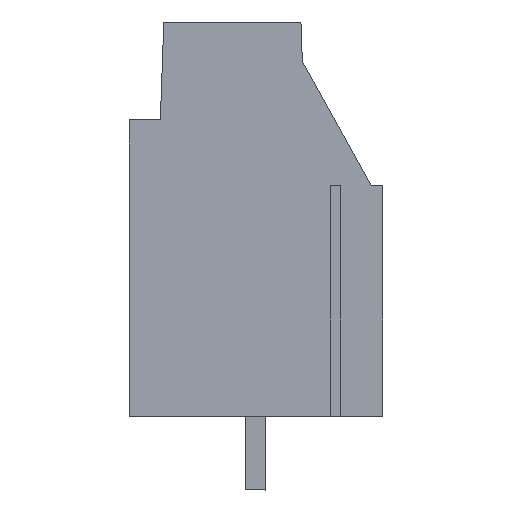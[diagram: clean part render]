
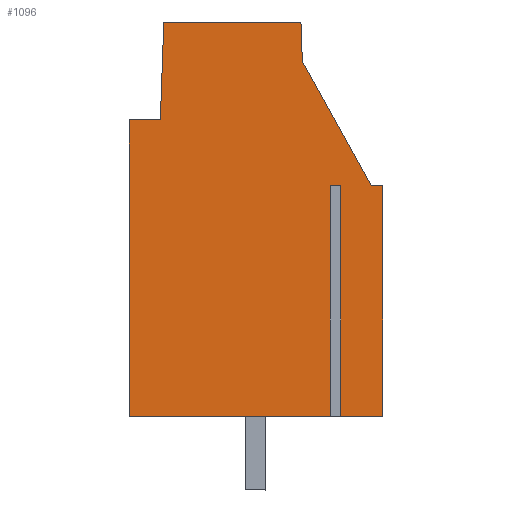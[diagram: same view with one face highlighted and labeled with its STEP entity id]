
A CAD part, left-side view. The second image highlights one B-rep face of the part: STEP entity #1096.
In plain terms, the highlighted planar face has unit normal (-1, 0, 0).
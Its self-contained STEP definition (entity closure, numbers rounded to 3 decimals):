
#1004=AXIS2_PLACEMENT_3D('Plane Axis2P3D',#1001,#1002,#1003) ;
#610=CARTESIAN_POINT('Vertex',(0.,0.5,13.2)) ;
#615=CARTESIAN_POINT('Line Origine',(0.,0.25,13.2)) ;
#619=CARTESIAN_POINT('Vertex',(0.,0.,13.2)) ;
#658=CARTESIAN_POINT('Vertex',(0.,3.49,18.592)) ;
#663=CARTESIAN_POINT('Line Origine',(0.,1.995,15.896)) ;
#1001=CARTESIAN_POINT('Axis2P3D Location',(0.,11.,0.)) ;
#1006=CARTESIAN_POINT('Line Origine',(0.,0.912,3.2)) ;
#1010=CARTESIAN_POINT('Vertex',(0.,1.825,3.2)) ;
#1012=CARTESIAN_POINT('Vertex',(0.,0.,3.2)) ;
#1015=CARTESIAN_POINT('Line Origine',(0.,0.,8.2)) ;
#1020=CARTESIAN_POINT('Line Origine',(0.,3.52,19.446)) ;
#1024=CARTESIAN_POINT('Vertex',(0.,3.55,20.3)) ;
#1027=CARTESIAN_POINT('Line Origine',(0.,6.525,20.3)) ;
#1031=CARTESIAN_POINT('Vertex',(0.,9.5,20.3)) ;
#1034=CARTESIAN_POINT('Line Origine',(0.,9.574,18.175)) ;
#1038=CARTESIAN_POINT('Vertex',(0.,9.648,16.05)) ;
#1041=CARTESIAN_POINT('Line Origine',(0.,10.324,16.05)) ;
#1045=CARTESIAN_POINT('Vertex',(0.,11.,16.05)) ;
#1048=CARTESIAN_POINT('Line Origine',(0.,11.,9.625)) ;
#1052=CARTESIAN_POINT('Vertex',(0.,11.,3.2)) ;
#1055=CARTESIAN_POINT('Line Origine',(0.,6.638,3.2)) ;
#1059=CARTESIAN_POINT('Vertex',(0.,2.275,3.2)) ;
#1062=CARTESIAN_POINT('Line Origine',(0.,2.275,8.2)) ;
#1066=CARTESIAN_POINT('Vertex',(0.,2.275,13.2)) ;
#1069=CARTESIAN_POINT('Line Origine',(0.,2.05,13.2)) ;
#1073=CARTESIAN_POINT('Vertex',(0.,1.825,13.2)) ;
#1076=CARTESIAN_POINT('Line Origine',(0.,1.825,8.2)) ;
#616=DIRECTION('Vector Direction',(0.,-1.,0.)) ;
#664=DIRECTION('Vector Direction',(0.,-0.485,-0.875)) ;
#1002=DIRECTION('Axis2P3D Direction',(-1.,0.,0.)) ;
#1003=DIRECTION('Axis2P3D XDirection',(0.,-1.,0.)) ;
#1007=DIRECTION('Vector Direction',(0.,1.,0.)) ;
#1016=DIRECTION('Vector Direction',(0.,0.,-1.)) ;
#1021=DIRECTION('Vector Direction',(0.,0.035,0.999)) ;
#1028=DIRECTION('Vector Direction',(0.,-1.,0.)) ;
#1035=DIRECTION('Vector Direction',(0.,0.035,-0.999)) ;
#1042=DIRECTION('Vector Direction',(0.,-1.,0.)) ;
#1049=DIRECTION('Vector Direction',(0.,0.,1.)) ;
#1056=DIRECTION('Vector Direction',(0.,1.,0.)) ;
#1063=DIRECTION('Vector Direction',(0.,0.,1.)) ;
#1070=DIRECTION('Vector Direction',(0.,-1.,0.)) ;
#1077=DIRECTION('Vector Direction',(0.,0.,1.)) ;
#617=VECTOR('Line Direction',#616,1.) ;
#665=VECTOR('Line Direction',#664,1.) ;
#1008=VECTOR('Line Direction',#1007,1.) ;
#1017=VECTOR('Line Direction',#1016,1.) ;
#1022=VECTOR('Line Direction',#1021,1.) ;
#1029=VECTOR('Line Direction',#1028,1.) ;
#1036=VECTOR('Line Direction',#1035,1.) ;
#1043=VECTOR('Line Direction',#1042,1.) ;
#1050=VECTOR('Line Direction',#1049,1.) ;
#1057=VECTOR('Line Direction',#1056,1.) ;
#1064=VECTOR('Line Direction',#1063,1.) ;
#1071=VECTOR('Line Direction',#1070,1.) ;
#1078=VECTOR('Line Direction',#1077,1.) ;
#1082=ORIENTED_EDGE('',*,*,#1014,.T.) ;
#1083=ORIENTED_EDGE('',*,*,#1019,.T.) ;
#1084=ORIENTED_EDGE('',*,*,#621,.T.) ;
#1085=ORIENTED_EDGE('',*,*,#667,.T.) ;
#1086=ORIENTED_EDGE('',*,*,#1026,.T.) ;
#1087=ORIENTED_EDGE('',*,*,#1033,.T.) ;
#1088=ORIENTED_EDGE('',*,*,#1040,.T.) ;
#1089=ORIENTED_EDGE('',*,*,#1047,.T.) ;
#1090=ORIENTED_EDGE('',*,*,#1054,.T.) ;
#1091=ORIENTED_EDGE('',*,*,#1061,.T.) ;
#1092=ORIENTED_EDGE('',*,*,#1068,.T.) ;
#1093=ORIENTED_EDGE('',*,*,#1075,.F.) ;
#1094=ORIENTED_EDGE('',*,*,#1080,.F.) ;
#1096=ADVANCED_FACE('KLSC M3x6.3.1',(#1095),#1005,.T.) ;
#621=EDGE_CURVE('',#620,#611,#618,.F.) ;
#667=EDGE_CURVE('',#611,#659,#666,.F.) ;
#1014=EDGE_CURVE('',#1011,#1013,#1009,.F.) ;
#1019=EDGE_CURVE('',#1013,#620,#1018,.F.) ;
#1026=EDGE_CURVE('',#659,#1025,#1023,.T.) ;
#1033=EDGE_CURVE('',#1025,#1032,#1030,.F.) ;
#1040=EDGE_CURVE('',#1032,#1039,#1037,.T.) ;
#1047=EDGE_CURVE('',#1039,#1046,#1044,.F.) ;
#1054=EDGE_CURVE('',#1046,#1053,#1051,.F.) ;
#1061=EDGE_CURVE('',#1053,#1060,#1058,.F.) ;
#1068=EDGE_CURVE('',#1060,#1067,#1065,.T.) ;
#1075=EDGE_CURVE('',#1074,#1067,#1072,.F.) ;
#1080=EDGE_CURVE('',#1011,#1074,#1079,.T.) ;
#1081=EDGE_LOOP('',(#1082,#1083,#1084,#1085,#1086,#1087,#1088,#1089,#1090,#1091,#1092,#1093,#1094)) ;
#1095=FACE_OUTER_BOUND('',#1081,.T.) ;
#618=LINE('Line',#615,#617) ;
#666=LINE('Line',#663,#665) ;
#1009=LINE('Line',#1006,#1008) ;
#1018=LINE('Line',#1015,#1017) ;
#1023=LINE('Line',#1020,#1022) ;
#1030=LINE('Line',#1027,#1029) ;
#1037=LINE('Line',#1034,#1036) ;
#1044=LINE('Line',#1041,#1043) ;
#1051=LINE('Line',#1048,#1050) ;
#1058=LINE('Line',#1055,#1057) ;
#1065=LINE('Line',#1062,#1064) ;
#1072=LINE('Line',#1069,#1071) ;
#1079=LINE('Line',#1076,#1078) ;
#1005=PLANE('',#1004) ;
#611=VERTEX_POINT('',#610) ;
#620=VERTEX_POINT('',#619) ;
#659=VERTEX_POINT('',#658) ;
#1011=VERTEX_POINT('',#1010) ;
#1013=VERTEX_POINT('',#1012) ;
#1025=VERTEX_POINT('',#1024) ;
#1032=VERTEX_POINT('',#1031) ;
#1039=VERTEX_POINT('',#1038) ;
#1046=VERTEX_POINT('',#1045) ;
#1053=VERTEX_POINT('',#1052) ;
#1060=VERTEX_POINT('',#1059) ;
#1067=VERTEX_POINT('',#1066) ;
#1074=VERTEX_POINT('',#1073) ;
